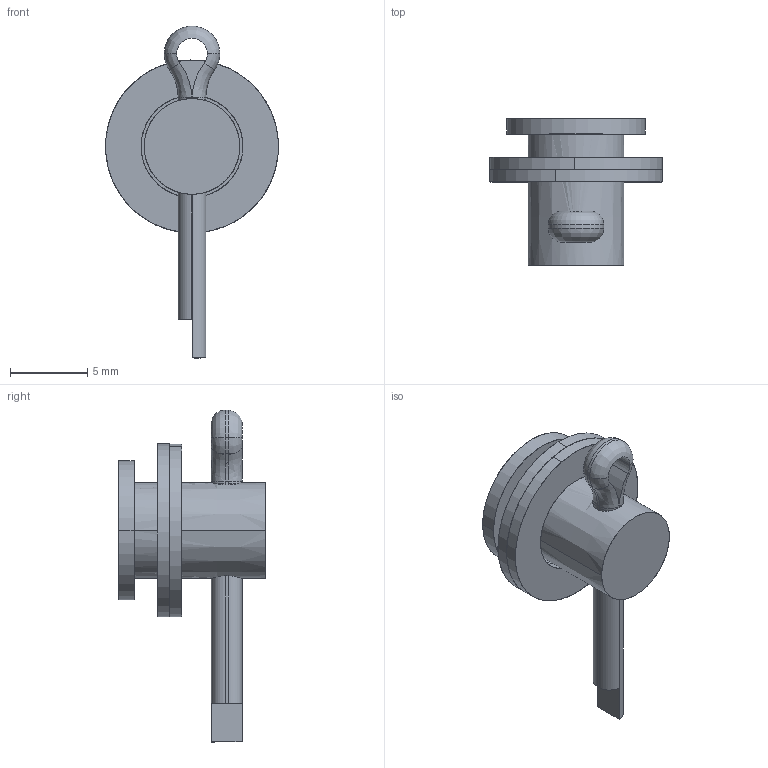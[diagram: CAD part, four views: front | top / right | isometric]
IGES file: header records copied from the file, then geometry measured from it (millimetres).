
Start section: SolidWorks IGES file using analytic representation for surfaces
Global section: file name: AC-25-YJ.IGS,15; native system: HSolidWorks 2014; preprocessor: SolidWorks 2014; author: 1337yo; date: 170428.170726; units: millimetre
Bounding box: 11.2 x 9.5 x 21.5 mm (x, y, z)
Surface area: 909 mm2 (no closed solid volume)
Topology: 0 solids, 0 shells, 59 faces, 744 edges, 744 vertices
Faces by surface type: bspline 31, revolution 28
